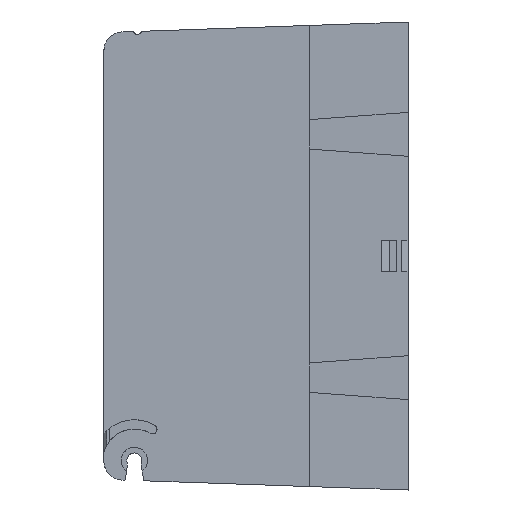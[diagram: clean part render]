
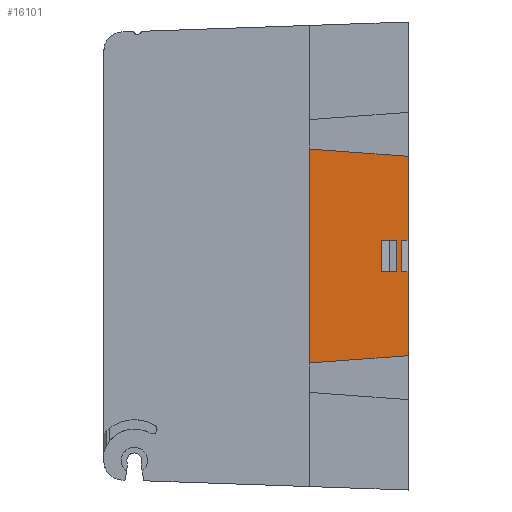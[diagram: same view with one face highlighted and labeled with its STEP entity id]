
A CAD part, left-side view. The second image highlights one B-rep face of the part: STEP entity #16101.
In plain terms, the highlighted planar face has unit normal (1, 0, 0).
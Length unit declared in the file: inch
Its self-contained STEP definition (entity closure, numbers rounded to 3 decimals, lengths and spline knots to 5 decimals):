
#135 = VECTOR ( 'NONE', #2235, 39.37008 ) ;
#250 = LINE ( 'NONE', #6427, #4825 ) ;
#817 = FACE_BOUND ( 'NONE', #25067, .T. ) ;
#1110 = CARTESIAN_POINT ( 'NONE',  ( -0.9242, -1.68, -0.17 ) ) ;
#1183 = VERTEX_POINT ( 'NONE', #22020 ) ;
#1352 = CARTESIAN_POINT ( 'NONE',  ( -0.9242, -1.8, -2.25 ) ) ;
#1424 = VECTOR ( 'NONE', #19007, 39.37008 ) ;
#1978 = VECTOR ( 'NONE', #17705, 39.37008 ) ;
#2235 = DIRECTION ( 'NONE',  ( 0., 1., 0. ) ) ;
#2250 = CARTESIAN_POINT ( 'NONE',  ( -0.9242, -1.8, -1.065 ) ) ;
#2266 = CARTESIAN_POINT ( 'NONE',  ( -0.9242, -0.75, -0.17 ) ) ;
#2524 = DIRECTION ( 'NONE',  ( 0., 0., 1. ) ) ;
#2643 = CARTESIAN_POINT ( 'NONE',  ( -0.9242, -0.75, -2.21333 ) ) ;
#3311 = LINE ( 'NONE', #17868, #22805 ) ;
#3492 = LINE ( 'NONE', #24212, #23614 ) ;
#3917 = CARTESIAN_POINT ( 'NONE',  ( -0.9242, -1.73, -2.21333 ) ) ;
#4094 = EDGE_CURVE ( 'NONE', #19377, #5268, #7630, .T. ) ;
#4328 = CARTESIAN_POINT ( 'NONE',  ( -0.9242, -0.75, -1.14282 ) ) ;
#4371 = CARTESIAN_POINT ( 'NONE',  ( -0.9242, -1.8, -0.17 ) ) ;
#4452 = EDGE_CURVE ( 'NONE', #23703, #5368, #23215, .T. ) ;
#4570 = DIRECTION ( 'NONE',  ( 0., 0., 1. ) ) ;
#4825 = VECTOR ( 'NONE', #6517, 39.37008 ) ;
#5046 = EDGE_CURVE ( 'NONE', #15901, #5702, #16721, .T. ) ;
#5268 = VERTEX_POINT ( 'NONE', #4371 ) ;
#5318 = VECTOR ( 'NONE', #16873, 39.37008 ) ;
#5368 = VERTEX_POINT ( 'NONE', #24941 ) ;
#5702 = VERTEX_POINT ( 'NONE', #4328 ) ;
#5725 = EDGE_CURVE ( 'NONE', #21789, #13511, #10378, .T. ) ;
#6090 = VECTOR ( 'NONE', #23211, 39.37008 ) ;
#6427 = CARTESIAN_POINT ( 'NONE',  ( -0.9242, -0.75, 0.17 ) ) ;
#6517 = DIRECTION ( 'NONE',  ( 0., -1., 0. ) ) ;
#7032 = EDGE_CURVE ( 'NONE', #20605, #21789, #3492, .T. ) ;
#7439 = CARTESIAN_POINT ( 'NONE',  ( -0.9242, -1.73, -0.17 ) ) ;
#7499 = ORIENTED_EDGE ( 'NONE', *, *, #20223, .F. ) ;
#7593 = VECTOR ( 'NONE', #9665, 39.37008 ) ;
#7630 = LINE ( 'NONE', #17453, #1978 ) ;
#7759 = ORIENTED_EDGE ( 'NONE', *, *, #12159, .F. ) ;
#7994 = CARTESIAN_POINT ( 'NONE',  ( -0.9242, -1.68, 0.17 ) ) ;
#8381 = ORIENTED_EDGE ( 'NONE', *, *, #4452, .F. ) ;
#8461 = DIRECTION ( 'NONE',  ( 0., 0., -1. ) ) ;
#8560 = CARTESIAN_POINT ( 'NONE',  ( -0.9242, -0.75, -0.17 ) ) ;
#8810 = CARTESIAN_POINT ( 'NONE',  ( -0.9242, -0.75, 0.17 ) ) ;
#9187 = VECTOR ( 'NONE', #10502, 39.37008 ) ;
#9551 = CARTESIAN_POINT ( 'NONE',  ( -0.9242, -1.73, 0.17 ) ) ;
#9665 = DIRECTION ( 'NONE',  ( 0., -1., 0. ) ) ;
#9846 = VERTEX_POINT ( 'NONE', #24458 ) ;
#10378 = LINE ( 'NONE', #2266, #135 ) ;
#10502 = DIRECTION ( 'NONE',  ( 0., 1., 0. ) ) ;
#11187 = LINE ( 'NONE', #21238, #6090 ) ;
#11453 = VECTOR ( 'NONE', #8461, 39.37008 ) ;
#11548 = CARTESIAN_POINT ( 'NONE',  ( -0.9242, -1.5184, -0.17 ) ) ;
#11956 = VECTOR ( 'NONE', #15534, 39.37008 ) ;
#11997 = ORIENTED_EDGE ( 'NONE', *, *, #5725, .F. ) ;
#12102 = EDGE_CURVE ( 'NONE', #13511, #1183, #3311, .T. ) ;
#12159 = EDGE_CURVE ( 'NONE', #1183, #20605, #250, .T. ) ;
#12315 = CARTESIAN_POINT ( 'NONE',  ( -0.9242, -0.75, -4.87979 ) ) ;
#12798 = EDGE_CURVE ( 'NONE', #9846, #15901, #22138, .T. ) ;
#13480 = ORIENTED_EDGE ( 'NONE', *, *, #5046, .F. ) ;
#13511 = VERTEX_POINT ( 'NONE', #11548 ) ;
#13615 = CARTESIAN_POINT ( 'NONE',  ( -0.9242, -0.75, 1.14282 ) ) ;
#14155 = EDGE_CURVE ( 'NONE', #5702, #19377, #11187, .T. ) ;
#14561 = ORIENTED_EDGE ( 'NONE', *, *, #24871, .F. ) ;
#14747 = VERTEX_POINT ( 'NONE', #7439 ) ;
#15421 = ORIENTED_EDGE ( 'NONE', *, *, #4094, .F. ) ;
#15534 = DIRECTION ( 'NONE',  ( 0., 0., 1. ) ) ;
#15675 = LINE ( 'NONE', #1352, #5318 ) ;
#15687 = FACE_OUTER_BOUND ( 'NONE', #22330, .T. ) ;
#15901 = VERTEX_POINT ( 'NONE', #13615 ) ;
#16101 = ADVANCED_FACE ( 'NONE', ( #817, #15687 ), #18077, .F. ) ;
#16185 = DIRECTION ( 'NONE',  ( -1., 0., 0. ) ) ;
#16412 = EDGE_CURVE ( 'NONE', #14747, #23703, #17819, .T. ) ;
#16713 = ORIENTED_EDGE ( 'NONE', *, *, #12102, .F. ) ;
#16721 = LINE ( 'NONE', #12315, #11453 ) ;
#16873 = DIRECTION ( 'NONE',  ( 0., 0., 1. ) ) ;
#17060 = CARTESIAN_POINT ( 'NONE',  ( -0.9242, -1.8, 1.065 ) ) ;
#17453 = CARTESIAN_POINT ( 'NONE',  ( -0.9242, -1.8, -2.25 ) ) ;
#17705 = DIRECTION ( 'NONE',  ( 0., 0., 1. ) ) ;
#17819 = LINE ( 'NONE', #3917, #11956 ) ;
#17868 = CARTESIAN_POINT ( 'NONE',  ( -0.9242, -1.5184, -2.21333 ) ) ;
#17935 = ORIENTED_EDGE ( 'NONE', *, *, #16412, .F. ) ;
#18077 = PLANE ( 'NONE',  #20282 ) ;
#19007 = DIRECTION ( 'NONE',  ( 0., 0.997, 0.074 ) ) ;
#19377 = VERTEX_POINT ( 'NONE', #2250 ) ;
#19649 = LINE ( 'NONE', #8560, #9187 ) ;
#20077 = ORIENTED_EDGE ( 'NONE', *, *, #14155, .F. ) ;
#20223 = EDGE_CURVE ( 'NONE', #5368, #9846, #15675, .T. ) ;
#20282 = AXIS2_PLACEMENT_3D ( 'NONE', #2643, #16185, #4570 ) ;
#20502 = ORIENTED_EDGE ( 'NONE', *, *, #7032, .F. ) ;
#20605 = VERTEX_POINT ( 'NONE', #7994 ) ;
#21238 = CARTESIAN_POINT ( 'NONE',  ( -0.9242, -0.75, -1.14282 ) ) ;
#21489 = ORIENTED_EDGE ( 'NONE', *, *, #12798, .F. ) ;
#21789 = VERTEX_POINT ( 'NONE', #1110 ) ;
#22020 = CARTESIAN_POINT ( 'NONE',  ( -0.9242, -1.5184, 0.17 ) ) ;
#22138 = LINE ( 'NONE', #17060, #1424 ) ;
#22330 = EDGE_LOOP ( 'NONE', ( #14561, #15421, #20077, #13480, #21489, #7499, #8381, #17935 ) ) ;
#22805 = VECTOR ( 'NONE', #2524, 39.37008 ) ;
#23211 = DIRECTION ( 'NONE',  ( 0., -0.997, 0.074 ) ) ;
#23215 = LINE ( 'NONE', #8810, #7593 ) ;
#23614 = VECTOR ( 'NONE', #23761, 39.37008 ) ;
#23703 = VERTEX_POINT ( 'NONE', #9551 ) ;
#23761 = DIRECTION ( 'NONE',  ( 0., 0., -1. ) ) ;
#24212 = CARTESIAN_POINT ( 'NONE',  ( -0.9242, -1.68, -2.21333 ) ) ;
#24458 = CARTESIAN_POINT ( 'NONE',  ( -0.9242, -1.8, 1.065 ) ) ;
#24871 = EDGE_CURVE ( 'NONE', #5268, #14747, #19649, .T. ) ;
#24941 = CARTESIAN_POINT ( 'NONE',  ( -0.9242, -1.8, 0.17 ) ) ;
#25067 = EDGE_LOOP ( 'NONE', ( #11997, #20502, #7759, #16713 ) ) ;
